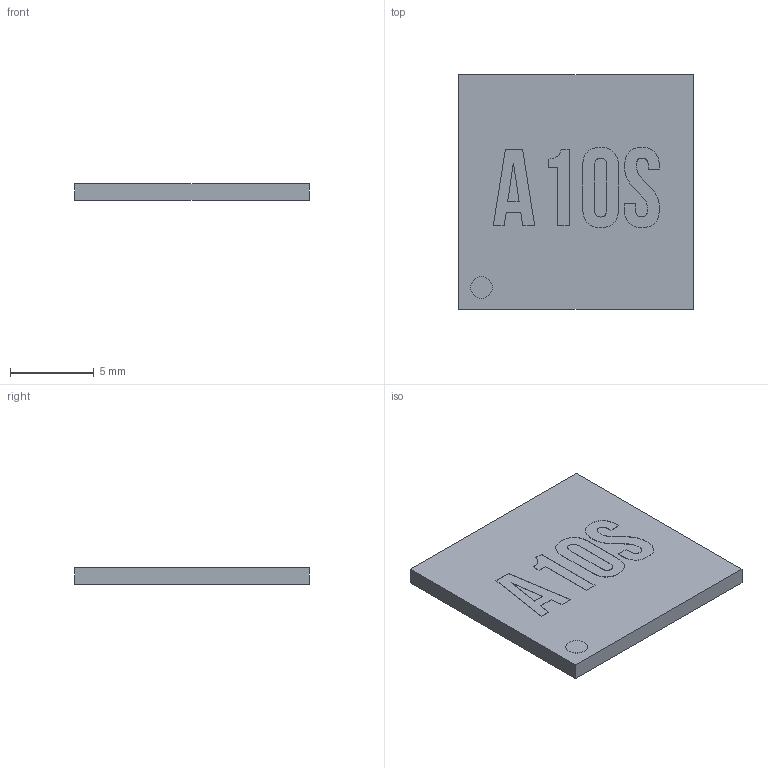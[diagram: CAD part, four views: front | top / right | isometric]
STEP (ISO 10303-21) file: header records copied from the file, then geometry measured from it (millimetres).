
FILE_DESCRIPTION(('FreeCAD Model'),'2;1');
FILE_NAME( 'Fusion001.step', '2017-07-27T14:19:27',('kicad StepUp'),('ksu MCAD'), 'Open CASCADE STEP processor 7.1','FreeCAD','Unknown');
FILE_SCHEMA(('AUTOMOTIVE_DESIGN_CC2 { 1 2 10303 214 -1 1 5 4 }'));
Length unit declared in the file: millimetre
Products named in the file (1): Fusion001
Bounding box: 14 x 14 x 1.01 mm (x, y, z)
Volume: 196.2 mm3; surface area: 448.7 mm2
Topology: 1 solids, 1 shells, 63 faces, 162 edges, 108 vertices
Faces by surface type: plane 41, extrusion 21, cylinder 1
Full cylindrical faces by diameter (mm): 1.292 x1
Entity records: 2437 total; most frequent: CARTESIAN_POINT 523, ORIENTED_EDGE 324, DIRECTION 229, EDGE_CURVE 162, VECTOR 139, LINE 118, VERTEX_POINT 108, FACE_BOUND 70
